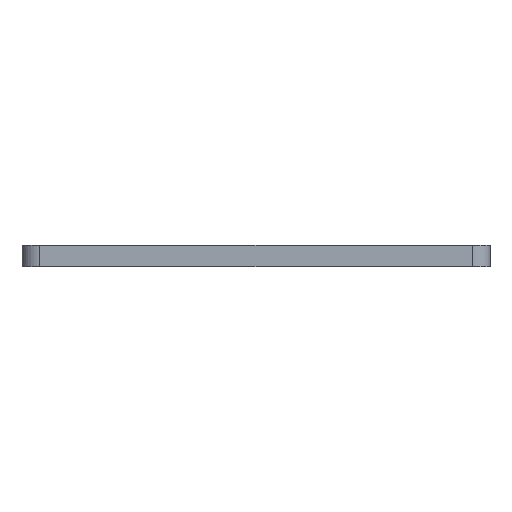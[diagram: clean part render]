
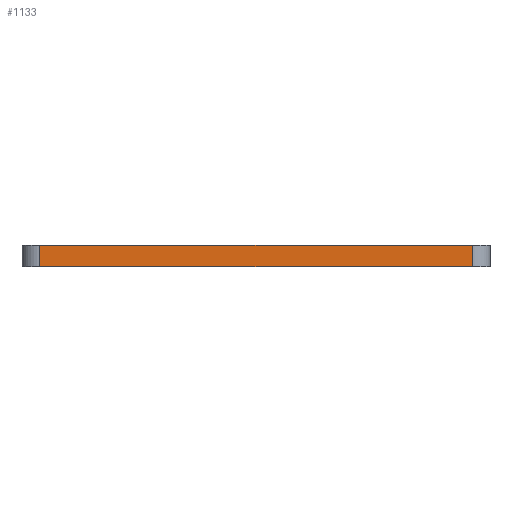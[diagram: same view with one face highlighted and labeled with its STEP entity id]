
A CAD part, front view. The second image highlights one B-rep face of the part: STEP entity #1133.
In plain terms, the highlighted planar face has unit normal (0, -1, 0).
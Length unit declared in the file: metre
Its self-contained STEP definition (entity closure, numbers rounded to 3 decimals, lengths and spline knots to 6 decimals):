
#16=LINE('',#1688,#124);
#17=LINE('',#1691,#125);
#18=LINE('',#1693,#126);
#19=LINE('',#1695,#127);
#124=VECTOR('',#1346,1.);
#125=VECTOR('',#1347,1.);
#126=VECTOR('',#1348,1.);
#127=VECTOR('',#1349,1.);
#229=PLANE('',#1211);
#268=ORIENTED_EDGE('',*,*,#600,.F.);
#269=ORIENTED_EDGE('',*,*,#601,.T.);
#270=ORIENTED_EDGE('',*,*,#602,.T.);
#271=ORIENTED_EDGE('',*,*,#603,.T.);
#600=EDGE_CURVE('',#766,#767,#16,.T.);
#601=EDGE_CURVE('',#766,#768,#17,.T.);
#602=EDGE_CURVE('',#768,#769,#18,.T.);
#603=EDGE_CURVE('',#769,#767,#19,.F.);
#766=VERTEX_POINT('',#1689);
#767=VERTEX_POINT('',#1690);
#768=VERTEX_POINT('',#1692);
#769=VERTEX_POINT('',#1694);
#935=EDGE_LOOP('',(#268,#269,#270,#271));
#1021=FACE_BOUND('',#935,.T.);
#1133=ADVANCED_FACE('',(#1021),#229,.F.);
#1211=AXIS2_PLACEMENT_3D('',#1687,#1344,#1345);
#1344=DIRECTION('',(0.,1.,0.));
#1345=DIRECTION('',(0.,0.,1.));
#1346=DIRECTION('',(1.,0.,0.));
#1347=DIRECTION('',(0.,0.,-1.));
#1348=DIRECTION('',(1.,0.,0.));
#1349=DIRECTION('',(0.,0.,-1.));
#1687=CARTESIAN_POINT('',(0.,-0.05191,0.003));
#1688=CARTESIAN_POINT('',(0.,-0.05191,0.013));
#1689=CARTESIAN_POINT('',(-0.030638,-0.05191,0.013));
#1690=CARTESIAN_POINT('',(0.030638,-0.05191,0.013));
#1691=CARTESIAN_POINT('',(-0.030638,-0.05191,0.01));
#1692=CARTESIAN_POINT('',(-0.030638,-0.05191,0.01));
#1693=CARTESIAN_POINT('',(0.,-0.05191,0.01));
#1694=CARTESIAN_POINT('',(0.030638,-0.05191,0.01));
#1695=CARTESIAN_POINT('',(0.030638,-0.05191,0.003));
